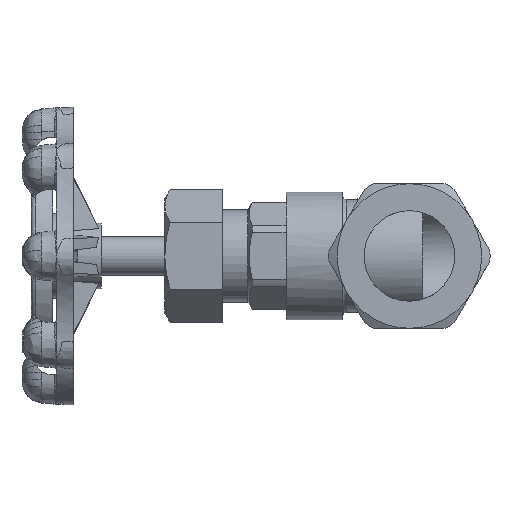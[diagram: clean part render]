
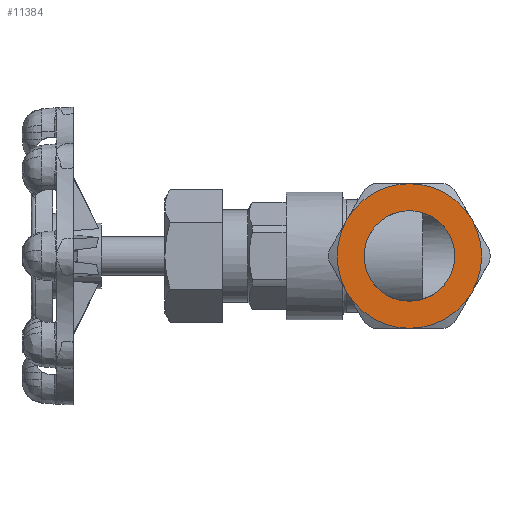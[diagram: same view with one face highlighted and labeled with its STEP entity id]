
A CAD part, left-side view. The second image highlights one B-rep face of the part: STEP entity #11384.
In plain terms, the highlighted planar face has unit normal (-1, 0, 0).
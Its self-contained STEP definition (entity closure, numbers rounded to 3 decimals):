
#2070=CIRCLE('',#12161,17.);
#2071=CIRCLE('',#12162,17.);
#2072=CIRCLE('',#12163,17.);
#2073=CIRCLE('',#12164,17.);
#2074=CIRCLE('',#12165,17.);
#2075=CIRCLE('',#12166,17.);
#2076=CIRCLE('',#12167,10.65);
#2649=ORIENTED_EDGE('',*,*,#6333,.F.);
#2650=ORIENTED_EDGE('',*,*,#6334,.F.);
#2651=ORIENTED_EDGE('',*,*,#6335,.F.);
#2652=ORIENTED_EDGE('',*,*,#6336,.F.);
#2653=ORIENTED_EDGE('',*,*,#6337,.F.);
#2654=ORIENTED_EDGE('',*,*,#6338,.F.);
#2655=ORIENTED_EDGE('',*,*,#6339,.F.);
#6333=EDGE_CURVE('',#8185,#8186,#2070,.T.);
#6334=EDGE_CURVE('',#8187,#8185,#2071,.T.);
#6335=EDGE_CURVE('',#8188,#8187,#2072,.T.);
#6336=EDGE_CURVE('',#8189,#8188,#2073,.T.);
#6337=EDGE_CURVE('',#8190,#8189,#2074,.T.);
#6338=EDGE_CURVE('',#8186,#8190,#2075,.T.);
#6339=EDGE_CURVE('',#8191,#8191,#2076,.T.);
#8185=VERTEX_POINT('',#16722);
#8186=VERTEX_POINT('',#16723);
#8187=VERTEX_POINT('',#16725);
#8188=VERTEX_POINT('',#16727);
#8189=VERTEX_POINT('',#16729);
#8190=VERTEX_POINT('',#16731);
#8191=VERTEX_POINT('',#16734);
#9736=EDGE_LOOP('',(#2649,#2650,#2651,#2652,#2653,#2654));
#9737=EDGE_LOOP('',(#2655));
#10495=FACE_BOUND('',#9736,.T.);
#10496=FACE_BOUND('',#9737,.T.);
#11207=PLANE('',#12160);
#11384=ADVANCED_FACE('',(#10495,#10496),#11207,.T.);
#12160=AXIS2_PLACEMENT_3D('',#16720,#13022,#13023);
#12161=AXIS2_PLACEMENT_3D('',#16721,#13024,#13025);
#12162=AXIS2_PLACEMENT_3D('',#16724,#13026,#13027);
#12163=AXIS2_PLACEMENT_3D('',#16726,#13028,#13029);
#12164=AXIS2_PLACEMENT_3D('',#16728,#13030,#13031);
#12165=AXIS2_PLACEMENT_3D('',#16730,#13032,#13033);
#12166=AXIS2_PLACEMENT_3D('',#16732,#13034,#13035);
#12167=AXIS2_PLACEMENT_3D('',#16733,#13036,#13037);
#13022=DIRECTION('',(-1.,0.,0.));
#13023=DIRECTION('',(0.,0.,-1.));
#13024=DIRECTION('',(1.,0.,0.));
#13025=DIRECTION('',(0.,0.,-1.));
#13026=DIRECTION('',(1.,0.,0.));
#13027=DIRECTION('',(0.,0.,-1.));
#13028=DIRECTION('',(1.,0.,0.));
#13029=DIRECTION('',(0.,0.,-1.));
#13030=DIRECTION('',(1.,0.,0.));
#13031=DIRECTION('',(0.,0.,-1.));
#13032=DIRECTION('',(1.,0.,0.));
#13033=DIRECTION('',(0.,0.,-1.));
#13034=DIRECTION('',(1.,0.,0.));
#13035=DIRECTION('',(0.,0.,-1.));
#13036=DIRECTION('',(-1.,0.,0.));
#13037=DIRECTION('',(0.,0.,1.));
#16720=CARTESIAN_POINT('',(-30.,0.,0.));
#16721=CARTESIAN_POINT('',(-30.,0.,0.));
#16722=CARTESIAN_POINT('',(-30.,0.,17.));
#16723=CARTESIAN_POINT('',(-30.,-14.722,8.5));
#16724=CARTESIAN_POINT('',(-30.,0.,0.));
#16725=CARTESIAN_POINT('',(-30.,14.722,8.5));
#16726=CARTESIAN_POINT('',(-30.,0.,0.));
#16727=CARTESIAN_POINT('',(-30.,14.722,-8.5));
#16728=CARTESIAN_POINT('',(-30.,0.,0.));
#16729=CARTESIAN_POINT('',(-30.,0.,-17.));
#16730=CARTESIAN_POINT('',(-30.,0.,0.));
#16731=CARTESIAN_POINT('',(-30.,-14.722,-8.5));
#16732=CARTESIAN_POINT('',(-30.,0.,0.));
#16733=CARTESIAN_POINT('',(-30.,0.,0.));
#16734=CARTESIAN_POINT('',(-30.,0.,10.65));
